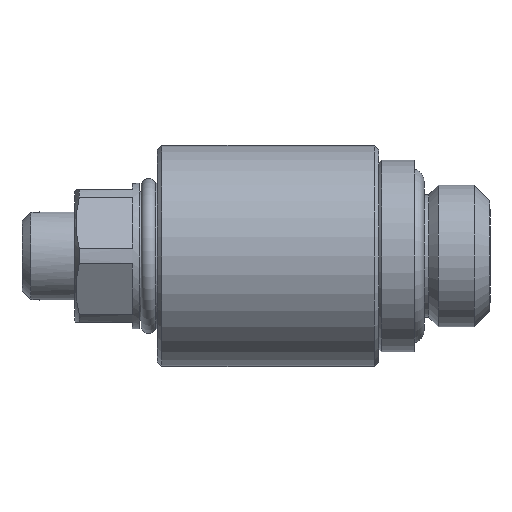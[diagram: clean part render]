
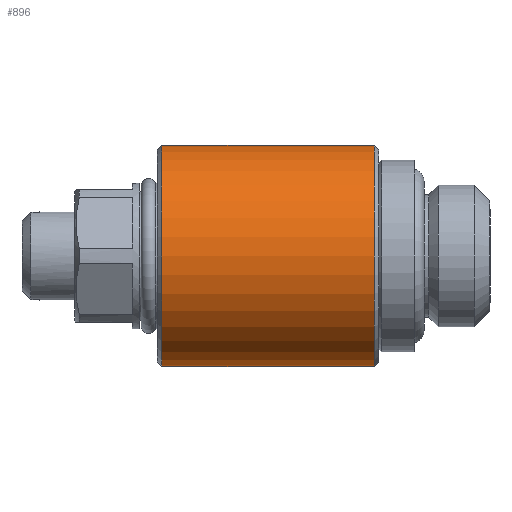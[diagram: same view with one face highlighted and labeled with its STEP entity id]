
A CAD part, left-side view. The second image highlights one B-rep face of the part: STEP entity #896.
In plain terms, the highlighted cylindrical face has radius 7.5 mm (diameter 15 mm), a full revolution.
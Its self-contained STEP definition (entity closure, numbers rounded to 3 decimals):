
#86=CYLINDRICAL_SURFACE('',#1481,7.5);
#103=CIRCLE('',#1382,7.5);
#107=CIRCLE('',#1388,7.5);
#374=ORIENTED_EDGE('',*,*,#483,.T.);
#375=ORIENTED_EDGE('',*,*,#485,.T.);
#376=ORIENTED_EDGE('',*,*,#416,.T.);
#377=ORIENTED_EDGE('',*,*,#412,.F.);
#412=EDGE_CURVE('',#516,#516,#103,.T.);
#416=EDGE_CURVE('',#520,#520,#107,.T.);
#483=EDGE_CURVE('',#567,#566,#585,.T.);
#485=EDGE_CURVE('',#566,#567,#586,.T.);
#516=VERTEX_POINT('',#1851);
#520=VERTEX_POINT('',#1861);
#566=VERTEX_POINT('',#2299);
#567=VERTEX_POINT('',#2321);
#585=B_SPLINE_CURVE_WITH_KNOTS('',3,(#2300,#2301,#2302,#2303,#2304,#2305,
#2306,#2307,#2308,#2309,#2310,#2311,#2312,#2313,#2314,#2315,#2316,#2317,
#2318,#2319,#2320),.UNSPECIFIED.,.F.,.F.,(4,1,1,1,1,1,1,1,1,1,1,1,1,1,1,
1,1,1,4),(0.,0.016,0.031,0.063,0.125,0.188,0.25,0.375,0.5,0.563,
0.625,0.75,0.813,0.875,0.906,0.938,0.969,0.984,1.),
 .UNSPECIFIED.);
#586=B_SPLINE_CURVE_WITH_KNOTS('',3,(#2431,#2432,#2433,#2434,#2435,#2436,
#2437,#2438,#2439,#2440,#2441,#2442,#2443,#2444,#2445,#2446,#2447,#2448,
#2449,#2450),.UNSPECIFIED.,.F.,.F.,(4,1,1,1,1,1,1,1,1,1,1,1,1,1,1,1,1,4),
(0.,0.016,0.031,0.063,0.125,0.188,0.25,0.375,0.5,0.625,0.75,0.813,
0.875,0.906,0.938,0.969,0.984,1.),.UNSPECIFIED.);
#689=EDGE_LOOP('',(#374,#375));
#690=EDGE_LOOP('',(#376));
#691=EDGE_LOOP('',(#377));
#795=FACE_BOUND('',#689,.T.);
#796=FACE_BOUND('',#690,.T.);
#797=FACE_BOUND('',#691,.T.);
#896=ADVANCED_FACE('',(#795,#796,#797),#86,.T.);
#1382=AXIS2_PLACEMENT_3D('',#1850,#1544,#1545);
#1388=AXIS2_PLACEMENT_3D('',#1860,#1556,#1557);
#1481=AXIS2_PLACEMENT_3D('',#2451,#1756,#1757);
#1544=DIRECTION('',(0.,-1.,0.));
#1545=DIRECTION('',(0.,0.,-1.));
#1556=DIRECTION('',(0.,-1.,0.));
#1557=DIRECTION('',(0.,0.,-1.));
#1756=DIRECTION('',(0.,1.,0.));
#1757=DIRECTION('',(0.,0.,-1.));
#1850=CARTESIAN_POINT('',(0.,8.2,0.));
#1851=CARTESIAN_POINT('',(0.,8.2,-7.5));
#1860=CARTESIAN_POINT('',(0.,22.6,0.));
#1861=CARTESIAN_POINT('',(0.,22.6,-7.5));
#2299=CARTESIAN_POINT('',(5.941,15.442,-4.578));
#2300=CARTESIAN_POINT('',(5.941,15.365,4.578));
#2301=CARTESIAN_POINT('',(5.941,15.466,4.577));
#2302=CARTESIAN_POINT('',(5.942,15.588,4.576));
#2303=CARTESIAN_POINT('',(5.958,15.915,4.555));
#2304=CARTESIAN_POINT('',(6.015,16.443,4.481));
#2305=CARTESIAN_POINT('',(6.173,17.186,4.266));
#2306=CARTESIAN_POINT('',(6.441,17.985,3.856));
#2307=CARTESIAN_POINT('',(6.842,18.922,3.128));
#2308=CARTESIAN_POINT('',(7.326,19.813,1.906));
#2309=CARTESIAN_POINT('',(7.538,20.162,0.344));
#2310=CARTESIAN_POINT('',(7.467,20.046,-0.884));
#2311=CARTESIAN_POINT('',(7.247,19.666,-2.088));
#2312=CARTESIAN_POINT('',(6.868,18.974,-3.072));
#2313=CARTESIAN_POINT('',(6.464,18.046,-3.817));
#2314=CARTESIAN_POINT('',(6.239,17.391,-4.166));
#2315=CARTESIAN_POINT('',(6.092,16.806,-4.376));
#2316=CARTESIAN_POINT('',(6.011,16.369,-4.486));
#2317=CARTESIAN_POINT('',(5.964,15.992,-4.547));
#2318=CARTESIAN_POINT('',(5.945,15.664,-4.572));
#2319=CARTESIAN_POINT('',(5.943,15.546,-4.575));
#2320=CARTESIAN_POINT('',(5.941,15.442,-4.578));
#2321=CARTESIAN_POINT('',(5.941,15.365,4.578));
#2431=CARTESIAN_POINT('',(5.941,15.442,-4.578));
#2432=CARTESIAN_POINT('',(5.941,15.34,-4.577));
#2433=CARTESIAN_POINT('',(5.942,15.219,-4.577));
#2434=CARTESIAN_POINT('',(5.958,14.891,-4.556));
#2435=CARTESIAN_POINT('',(6.014,14.363,-4.482));
#2436=CARTESIAN_POINT('',(6.172,13.619,-4.268));
#2437=CARTESIAN_POINT('',(6.439,12.818,-3.859));
#2438=CARTESIAN_POINT('',(6.841,11.88,-3.13));
#2439=CARTESIAN_POINT('',(7.325,10.989,-1.905));
#2440=CARTESIAN_POINT('',(7.583,10.564,-0.04));
#2441=CARTESIAN_POINT('',(7.344,10.957,1.835));
#2442=CARTESIAN_POINT('',(6.866,11.829,3.075));
#2443=CARTESIAN_POINT('',(6.463,12.758,3.819));
#2444=CARTESIAN_POINT('',(6.238,13.413,4.168));
#2445=CARTESIAN_POINT('',(6.09,13.999,4.378));
#2446=CARTESIAN_POINT('',(6.01,14.437,4.487));
#2447=CARTESIAN_POINT('',(5.964,14.814,4.548));
#2448=CARTESIAN_POINT('',(5.945,15.143,4.572));
#2449=CARTESIAN_POINT('',(5.943,15.261,4.575));
#2450=CARTESIAN_POINT('',(5.941,15.365,4.578));
#2451=CARTESIAN_POINT('',(0.,5.519,0.));
